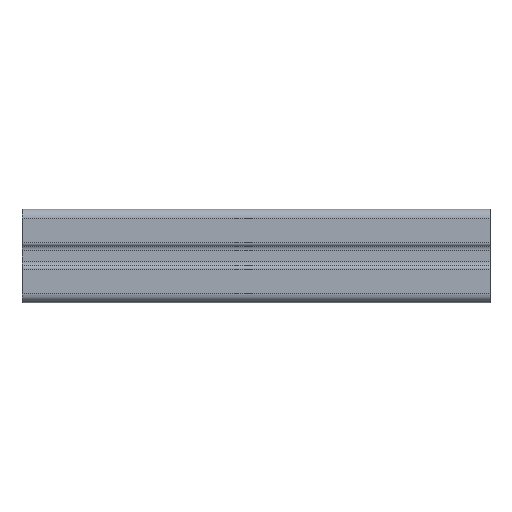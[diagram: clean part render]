
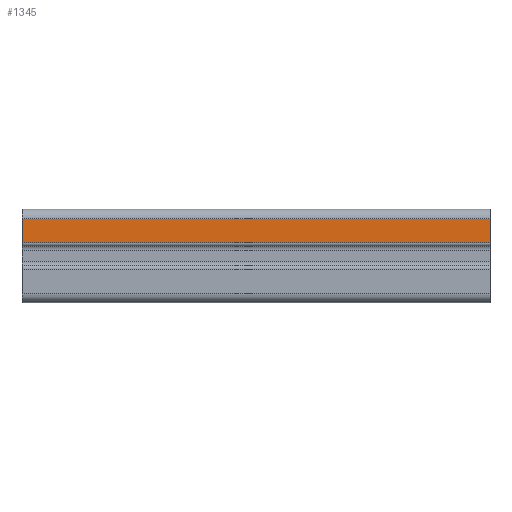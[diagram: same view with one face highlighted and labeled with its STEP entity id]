
A CAD part, left-side view. The second image highlights one B-rep face of the part: STEP entity #1345.
In plain terms, the highlighted planar face has unit normal (-1, 0, 0).
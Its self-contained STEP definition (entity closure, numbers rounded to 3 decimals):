
#145 = ORIENTED_EDGE ( 'NONE', *, *, #1605, .F. ) ;
#151 = CARTESIAN_POINT ( 'NONE',  ( -20., 0., 0. ) ) ;
#187 = VECTOR ( 'NONE', #1752, 1000. ) ;
#336 = DIRECTION ( 'NONE',  ( 0., 0., 1. ) ) ;
#461 = CARTESIAN_POINT ( 'NONE',  ( -20., 200., 16. ) ) ;
#529 = CARTESIAN_POINT ( 'NONE',  ( -20., 0., 5.6 ) ) ;
#592 = CARTESIAN_POINT ( 'NONE',  ( -20., 0., 5.6 ) ) ;
#694 = LINE ( 'NONE', #877, #187 ) ;
#726 = VECTOR ( 'NONE', #731, 1000. ) ;
#731 = DIRECTION ( 'NONE',  ( 0., 0., 1. ) ) ;
#802 = DIRECTION ( 'NONE',  ( 0., 0., 1. ) ) ;
#821 = EDGE_CURVE ( 'NONE', #1999, #2630, #1561, .T. ) ;
#861 = CARTESIAN_POINT ( 'NONE',  ( -20., 0., 5.6 ) ) ;
#877 = CARTESIAN_POINT ( 'NONE',  ( -20., 0., 16. ) ) ;
#888 = CARTESIAN_POINT ( 'NONE',  ( -20., 200., 5.6 ) ) ;
#1106 = EDGE_CURVE ( 'NONE', #2630, #1963, #694, .T. ) ;
#1193 = VECTOR ( 'NONE', #336, 1000. ) ;
#1345 = ADVANCED_FACE ( 'NONE', ( #1466 ), #2679, .T. ) ;
#1466 = FACE_OUTER_BOUND ( 'NONE', #1987, .T. ) ;
#1561 = LINE ( 'NONE', #151, #1193 ) ;
#1565 = DIRECTION ( 'NONE',  ( 0., -1., 0. ) ) ;
#1579 = ORIENTED_EDGE ( 'NONE', *, *, #1106, .T. ) ;
#1605 = EDGE_CURVE ( 'NONE', #2550, #1963, #1974, .T. ) ;
#1618 = VECTOR ( 'NONE', #1565, 1000. ) ;
#1649 = DIRECTION ( 'NONE',  ( -1., 0., 0. ) ) ;
#1691 = ORIENTED_EDGE ( 'NONE', *, *, #821, .T. ) ;
#1752 = DIRECTION ( 'NONE',  ( 0., 1., 0. ) ) ;
#1963 = VERTEX_POINT ( 'NONE', #461 ) ;
#1974 = LINE ( 'NONE', #2658, #726 ) ;
#1987 = EDGE_LOOP ( 'NONE', ( #1691, #1579, #145, #2064 ) ) ;
#1999 = VERTEX_POINT ( 'NONE', #861 ) ;
#2064 = ORIENTED_EDGE ( 'NONE', *, *, #2113, .T. ) ;
#2113 = EDGE_CURVE ( 'NONE', #2550, #1999, #2212, .T. ) ;
#2212 = LINE ( 'NONE', #529, #1618 ) ;
#2550 = VERTEX_POINT ( 'NONE', #888 ) ;
#2612 = CARTESIAN_POINT ( 'NONE',  ( -20., 0., 16. ) ) ;
#2630 = VERTEX_POINT ( 'NONE', #2612 ) ;
#2658 = CARTESIAN_POINT ( 'NONE',  ( -20., 200., 0. ) ) ;
#2679 = PLANE ( 'NONE',  #2683 ) ;
#2683 = AXIS2_PLACEMENT_3D ( 'NONE', #592, #1649, #802 ) ;
